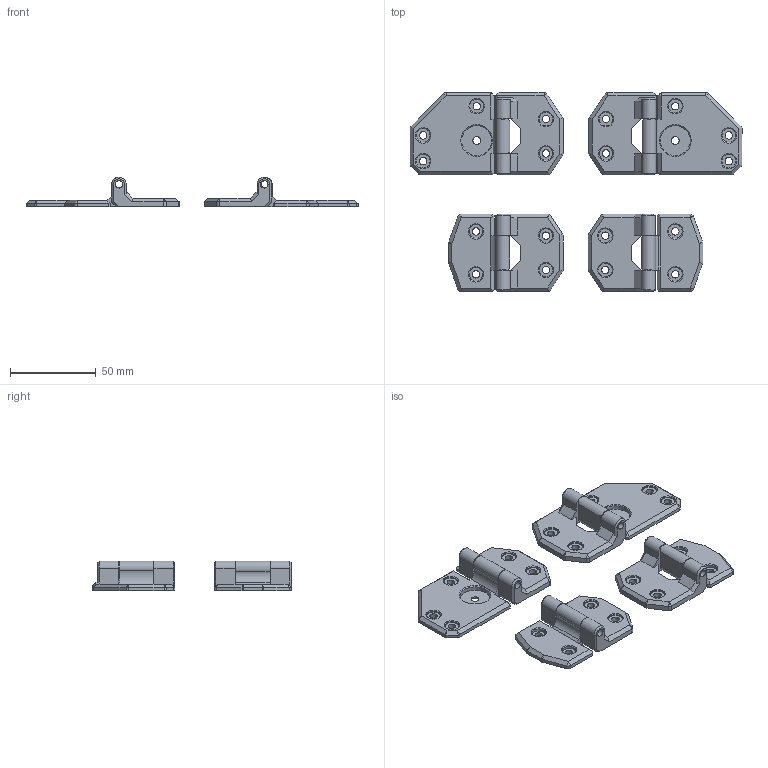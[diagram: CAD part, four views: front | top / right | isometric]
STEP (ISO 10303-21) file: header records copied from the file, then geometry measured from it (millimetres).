
FILE_DESCRIPTION(/* description */ (''),/* implementation_level */ '2;1');
FILE_NAME(/* name */ 'VzBot 235 Alum AWD 180 Top Hinges v1.step',/* time_stamp */ '2024-01-25T13:02:38+01:00',/* author */ (''),/* organization */ (''),/* preprocessor_version */ 'ST-DEVELOPER v20',/* originating_system */ 'Autodesk Translation Framework v12.14.0.127',/* authorisation */ '');
FILE_SCHEMA (('AUTOMOTIVE_DESIGN { 1 0 10303 214 3 1 1 }'));
Length unit declared in the file: millimetre
Products named in the file (9): VzBot 235 Alum AWD 180 Top Hinges; Left Top Tensioner Plate; Left Top Hinge; Right Top Tensioner Plate; Right Top Hinge; Lower Right Plate; Lower Right Hinge; Lower Left Plate; Lower Left Hinge
Assembly tree (8 placements, depth 2):
  VzBot 235 Alum AWD 180 Top Hinges
    Left Top Tensioner Plate
    Left Top Hinge
    Right Top Tensioner Plate
    Right Top Hinge
    Lower Right Plate
    Lower Right Hinge
    Lower Left Plate
    Lower Left Hinge
Bounding box: 193.34 x 115.9 x 17.4 mm (x, y, z)
Volume: 67126.5 mm3; surface area: 39736.7 mm2
Topology: 8 solids, 8 shells, 440 faces, 1100 edges, 662 vertices
Faces by surface type: plane 262, cylinder 112, cone 58, bspline 8
Full cylindrical faces by diameter (mm): 4.3 x18, 4.4 x12, 4.5 x2, 8 x18, 17.5 x2
Entity records: 13408 total; most frequent: CARTESIAN_POINT 2595, DIRECTION 2216, ORIENTED_EDGE 2132, EDGE_CURVE 1066, LINE 766, VECTOR 766, AXIS2_PLACEMENT_3D 725, VERTEX_POINT 662
